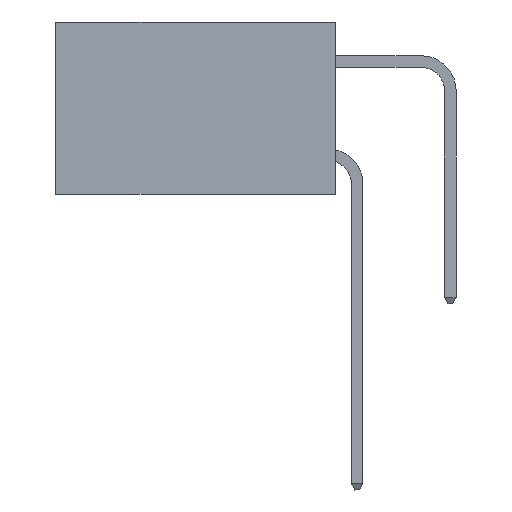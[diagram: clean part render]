
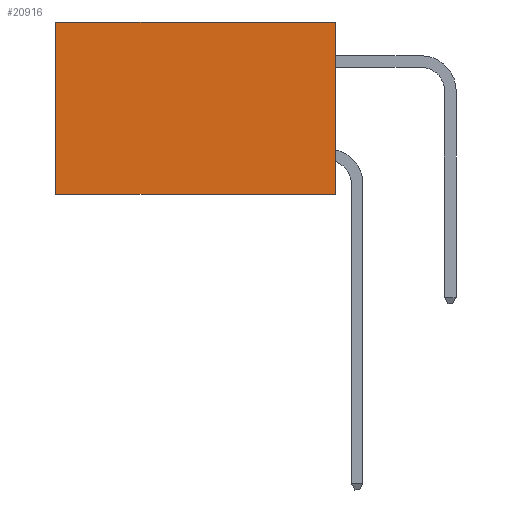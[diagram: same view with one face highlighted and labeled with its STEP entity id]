
A CAD part, left-side view. The second image highlights one B-rep face of the part: STEP entity #20916.
In plain terms, the highlighted planar face has unit normal (-1, 0, 0).
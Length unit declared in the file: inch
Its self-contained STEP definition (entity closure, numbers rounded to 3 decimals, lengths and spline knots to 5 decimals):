
#239 = EDGE_CURVE ( 'NONE', #27402, #19097, #26147, .T. ) ;
#1296 = CARTESIAN_POINT ( 'NONE',  ( 0.2875, 0.6, 0. ) ) ;
#1409 = CARTESIAN_POINT ( 'NONE',  ( 0.2875, 0.6, -0.37 ) ) ;
#1470 = VECTOR ( 'NONE', #33893, 39.37008 ) ;
#4672 = PLANE ( 'NONE',  #38991 ) ;
#4738 = CARTESIAN_POINT ( 'NONE',  ( 0.2875, 0., 0. ) ) ;
#5018 = EDGE_CURVE ( 'NONE', #18939, #19097, #42003, .T. ) ;
#7449 = ORIENTED_EDGE ( 'NONE', *, *, #239, .T. ) ;
#10319 = ORIENTED_EDGE ( 'NONE', *, *, #28873, .F. ) ;
#11466 = LINE ( 'NONE', #44406, #17987 ) ;
#12437 = VECTOR ( 'NONE', #31958, 39.37008 ) ;
#12773 = EDGE_CURVE ( 'NONE', #13448, #27402, #43854, .T. ) ;
#13224 = DIRECTION ( 'NONE',  ( 0., 0., -1. ) ) ;
#13448 = VERTEX_POINT ( 'NONE', #4738 ) ;
#14374 = CARTESIAN_POINT ( 'NONE',  ( 0.2875, 0., -0.37 ) ) ;
#15934 = EDGE_LOOP ( 'NONE', ( #7449, #34386, #10319, #16678 ) ) ;
#16678 = ORIENTED_EDGE ( 'NONE', *, *, #12773, .T. ) ;
#17987 = VECTOR ( 'NONE', #13224, 39.37008 ) ;
#18939 = VERTEX_POINT ( 'NONE', #14374 ) ;
#19097 = VERTEX_POINT ( 'NONE', #1409 ) ;
#20916 = ADVANCED_FACE ( 'NONE', ( #36447 ), #4672, .F. ) ;
#22144 = CARTESIAN_POINT ( 'NONE',  ( 0.2875, 0., 0. ) ) ;
#24820 = CARTESIAN_POINT ( 'NONE',  ( 0.2875, 0.6, 0. ) ) ;
#25020 = DIRECTION ( 'NONE',  ( 1., 0., 0. ) ) ;
#26147 = LINE ( 'NONE', #1296, #31484 ) ;
#26968 = CARTESIAN_POINT ( 'NONE',  ( 0.2875, 0., -0.37 ) ) ;
#27402 = VERTEX_POINT ( 'NONE', #24820 ) ;
#28873 = EDGE_CURVE ( 'NONE', #13448, #18939, #11466, .T. ) ;
#31484 = VECTOR ( 'NONE', #32184, 39.37008 ) ;
#31958 = DIRECTION ( 'NONE',  ( 0., 1., 0. ) ) ;
#32184 = DIRECTION ( 'NONE',  ( 0., 0., -1. ) ) ;
#33893 = DIRECTION ( 'NONE',  ( 0., 1., 0. ) ) ;
#34386 = ORIENTED_EDGE ( 'NONE', *, *, #5018, .F. ) ;
#35582 = DIRECTION ( 'NONE',  ( 0., 0., -1. ) ) ;
#35910 = CARTESIAN_POINT ( 'NONE',  ( 0.2875, 0., 0. ) ) ;
#36447 = FACE_OUTER_BOUND ( 'NONE', #15934, .T. ) ;
#38991 = AXIS2_PLACEMENT_3D ( 'NONE', #22144, #25020, #35582 ) ;
#42003 = LINE ( 'NONE', #26968, #1470 ) ;
#43854 = LINE ( 'NONE', #35910, #12437 ) ;
#44406 = CARTESIAN_POINT ( 'NONE',  ( 0.2875, 0., 0. ) ) ;
